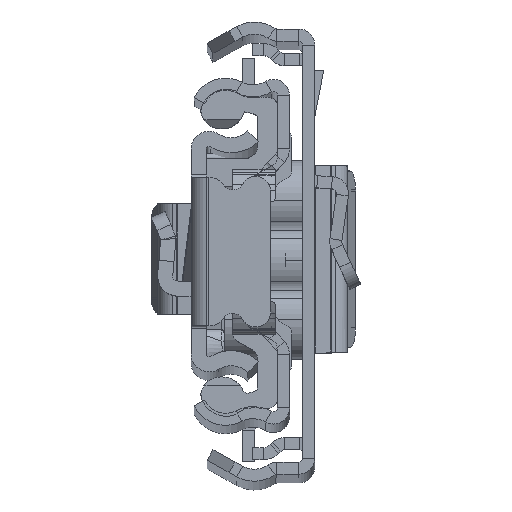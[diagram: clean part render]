
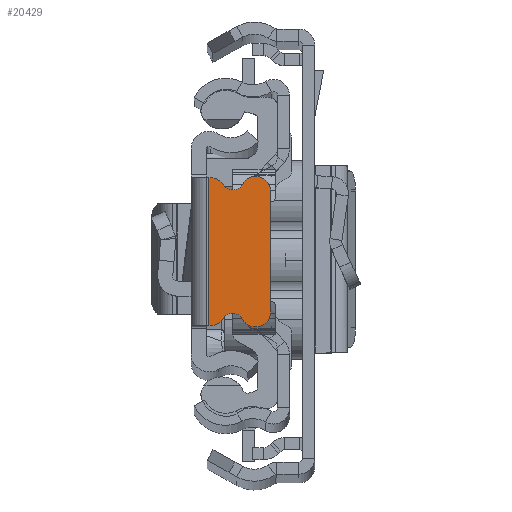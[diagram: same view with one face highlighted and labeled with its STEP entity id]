
A CAD part, top view. The second image highlights one B-rep face of the part: STEP entity #20429.
In plain terms, the highlighted planar face has unit normal (0, 0, 1).
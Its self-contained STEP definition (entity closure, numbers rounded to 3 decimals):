
#35 = LINE ( 'NONE', #15500, #20295 ) ;
#343 = PLANE ( 'NONE',  #24631 ) ;
#377 = CARTESIAN_POINT ( 'NONE',  ( -1.929, 7.37, 0. ) ) ;
#548 = VERTEX_POINT ( 'NONE', #7659 ) ;
#982 = CARTESIAN_POINT ( 'NONE',  ( -1.929, -7.37, 0. ) ) ;
#1034 = VERTEX_POINT ( 'NONE', #8509 ) ;
#1049 = CARTESIAN_POINT ( 'NONE',  ( -1.929, 7.37, 0. ) ) ;
#1357 = DIRECTION ( 'NONE',  ( 0., 0., -1. ) ) ;
#1404 = CARTESIAN_POINT ( 'NONE',  ( -5.109, -6.713, 0. ) ) ;
#1518 = EDGE_CURVE ( 'NONE', #548, #19520, #11529, .T. ) ;
#1826 = DIRECTION ( 'NONE',  ( -1., 0., 0. ) ) ;
#2038 = ORIENTED_EDGE ( 'NONE', *, *, #17382, .T. ) ;
#2534 = ORIENTED_EDGE ( 'NONE', *, *, #9577, .F. ) ;
#2888 = EDGE_CURVE ( 'NONE', #19796, #22876, #4768, .T. ) ;
#3519 = EDGE_LOOP ( 'NONE', ( #2534, #19542, #15478, #18621, #23954, #4589, #2038, #5293, #8059, #8938 ) ) ;
#3527 = VERTEX_POINT ( 'NONE', #25114 ) ;
#4198 = VECTOR ( 'NONE', #6321, 1000. ) ;
#4405 = CIRCLE ( 'NONE', #25362, 1.1 ) ;
#4589 = ORIENTED_EDGE ( 'NONE', *, *, #6174, .T. ) ;
#4768 = LINE ( 'NONE', #377, #4198 ) ;
#5293 = ORIENTED_EDGE ( 'NONE', *, *, #9357, .T. ) ;
#5372 = AXIS2_PLACEMENT_3D ( 'NONE', #17090, #24931, #22024 ) ;
#5448 = LINE ( 'NONE', #6973, #12898 ) ;
#5680 = CARTESIAN_POINT ( 'NONE',  ( -6.429, 6., 0. ) ) ;
#5704 = CARTESIAN_POINT ( 'NONE',  ( -5.109, 6.713, 0. ) ) ;
#6054 = DIRECTION ( 'NONE',  ( 0., 0., 1. ) ) ;
#6174 = EDGE_CURVE ( 'NONE', #21907, #1034, #35, .T. ) ;
#6321 = DIRECTION ( 'NONE',  ( 1., 0., 0. ) ) ;
#6329 = EDGE_CURVE ( 'NONE', #20798, #13881, #5448, .T. ) ;
#6722 = CIRCLE ( 'NONE', #17444, 1.5 ) ;
#6973 = CARTESIAN_POINT ( 'NONE',  ( -1.929, -7.37, 0. ) ) ;
#6984 = CARTESIAN_POINT ( 'NONE',  ( -1.75, 7.37, 0. ) ) ;
#7085 = AXIS2_PLACEMENT_3D ( 'NONE', #11984, #6054, #16091 ) ;
#7158 = AXIS2_PLACEMENT_3D ( 'NONE', #11324, #19309, #19178 ) ;
#7659 = CARTESIAN_POINT ( 'NONE',  ( -3.206, 6.658, 0. ) ) ;
#8059 = ORIENTED_EDGE ( 'NONE', *, *, #23662, .T. ) ;
#8216 = CARTESIAN_POINT ( 'NONE',  ( 494.071, 0., 0. ) ) ;
#8509 = CARTESIAN_POINT ( 'NONE',  ( -7.929, -6., 0. ) ) ;
#8938 = ORIENTED_EDGE ( 'NONE', *, *, #6329, .F. ) ;
#9357 = EDGE_CURVE ( 'NONE', #17644, #3527, #4405, .T. ) ;
#9577 = EDGE_CURVE ( 'NONE', #22876, #20798, #18099, .T. ) ;
#11324 = CARTESIAN_POINT ( 'NONE',  ( -1.929, 5.87, 0. ) ) ;
#11450 = VECTOR ( 'NONE', #14324, 1000. ) ;
#11529 = CIRCLE ( 'NONE', #5372, 1.1 ) ;
#11984 = CARTESIAN_POINT ( 'NONE',  ( -6.429, -6., 0. ) ) ;
#12106 = DIRECTION ( 'NONE',  ( 1., 0., 0. ) ) ;
#12208 = DIRECTION ( 'NONE',  ( 1., 0., 0. ) ) ;
#12898 = VECTOR ( 'NONE', #20620, 1000. ) ;
#13071 = CIRCLE ( 'NONE', #23351, 1.5 ) ;
#13881 = VERTEX_POINT ( 'NONE', #982 ) ;
#14324 = DIRECTION ( 'NONE',  ( 0., -1., 0. ) ) ;
#15478 = ORIENTED_EDGE ( 'NONE', *, *, #17632, .T. ) ;
#15500 = CARTESIAN_POINT ( 'NONE',  ( -7.929, -6., 0. ) ) ;
#16068 = DIRECTION ( 'NONE',  ( 0., 0., 1. ) ) ;
#16091 = DIRECTION ( 'NONE',  ( 1., 0., 0. ) ) ;
#16211 = CARTESIAN_POINT ( 'NONE',  ( -1.929, -5.87, 0. ) ) ;
#17090 = CARTESIAN_POINT ( 'NONE',  ( -4.142, 7.236, 0. ) ) ;
#17382 = EDGE_CURVE ( 'NONE', #1034, #17644, #18216, .T. ) ;
#17444 = AXIS2_PLACEMENT_3D ( 'NONE', #16211, #18033, #12106 ) ;
#17632 = EDGE_CURVE ( 'NONE', #19796, #548, #19087, .T. ) ;
#17644 = VERTEX_POINT ( 'NONE', #1404 ) ;
#18019 = FACE_OUTER_BOUND ( 'NONE', #3519, .T. ) ;
#18033 = DIRECTION ( 'NONE',  ( 0., 0., 1. ) ) ;
#18099 = LINE ( 'NONE', #24105, #11450 ) ;
#18216 = CIRCLE ( 'NONE', #7085, 1.5 ) ;
#18621 = ORIENTED_EDGE ( 'NONE', *, *, #1518, .T. ) ;
#18826 = CARTESIAN_POINT ( 'NONE',  ( -1.75, -7.37, 0. ) ) ;
#19087 = CIRCLE ( 'NONE', #7158, 1.5 ) ;
#19178 = DIRECTION ( 'NONE',  ( -1., 0., 0. ) ) ;
#19309 = DIRECTION ( 'NONE',  ( 0., 0., 1. ) ) ;
#19356 = EDGE_CURVE ( 'NONE', #19520, #21907, #13071, .T. ) ;
#19520 = VERTEX_POINT ( 'NONE', #5704 ) ;
#19542 = ORIENTED_EDGE ( 'NONE', *, *, #2888, .F. ) ;
#19796 = VERTEX_POINT ( 'NONE', #1049 ) ;
#20295 = VECTOR ( 'NONE', #25293, 1000. ) ;
#20429 = ADVANCED_FACE ( 'NONE', ( #18019 ), #343, .T. ) ;
#20620 = DIRECTION ( 'NONE',  ( -1., 0., 0. ) ) ;
#20798 = VERTEX_POINT ( 'NONE', #18826 ) ;
#21907 = VERTEX_POINT ( 'NONE', #22162 ) ;
#22024 = DIRECTION ( 'NONE',  ( 1., 0., 0. ) ) ;
#22162 = CARTESIAN_POINT ( 'NONE',  ( -7.929, 6., 0. ) ) ;
#22876 = VERTEX_POINT ( 'NONE', #6984 ) ;
#23351 = AXIS2_PLACEMENT_3D ( 'NONE', #5680, #23691, #1826 ) ;
#23662 = EDGE_CURVE ( 'NONE', #3527, #13881, #6722, .T. ) ;
#23691 = DIRECTION ( 'NONE',  ( 0., 0., 1. ) ) ;
#23954 = ORIENTED_EDGE ( 'NONE', *, *, #19356, .T. ) ;
#24105 = CARTESIAN_POINT ( 'NONE',  ( -1.75, 0., 0. ) ) ;
#24631 = AXIS2_PLACEMENT_3D ( 'NONE', #8216, #16068, #12208 ) ;
#24647 = CARTESIAN_POINT ( 'NONE',  ( -4.142, -7.236, 0. ) ) ;
#24779 = DIRECTION ( 'NONE',  ( -1., 0., 0. ) ) ;
#24931 = DIRECTION ( 'NONE',  ( 0., 0., -1. ) ) ;
#25114 = CARTESIAN_POINT ( 'NONE',  ( -3.206, -6.658, 0. ) ) ;
#25293 = DIRECTION ( 'NONE',  ( 0., -1., 0. ) ) ;
#25362 = AXIS2_PLACEMENT_3D ( 'NONE', #24647, #1357, #24779 ) ;
